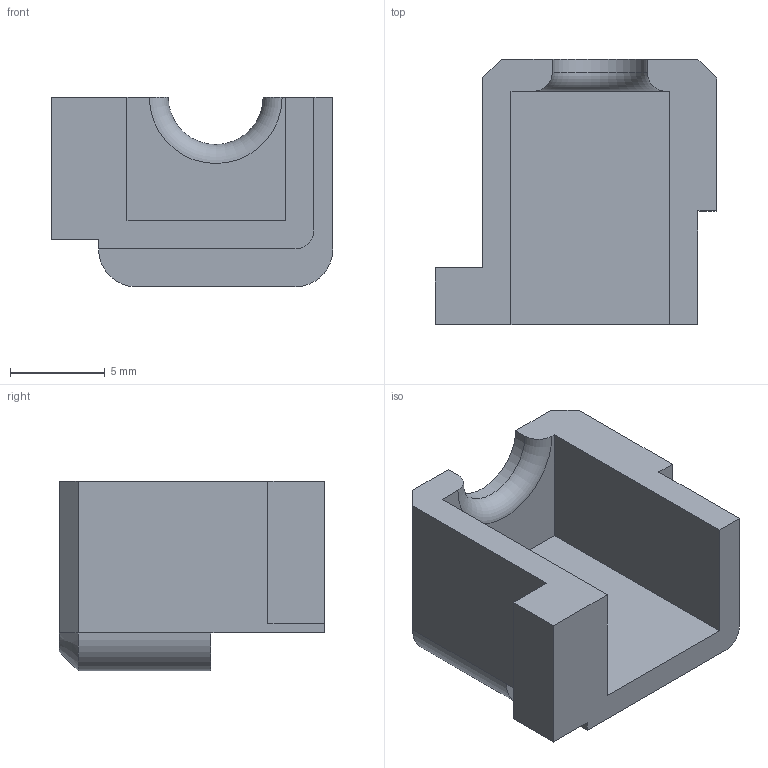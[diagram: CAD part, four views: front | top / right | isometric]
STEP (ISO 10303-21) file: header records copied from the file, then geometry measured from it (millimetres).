
FILE_DESCRIPTION(('HOOPS Exchange Step'),'2;1');
FILE_NAME('temp_export','2024-05-07T15:04:47+09:00',('mobile'),('Shapr3D Limited'),'HOOPS Exchange 2024.2','Shapr3D','Authorized');
FILE_SCHEMA( ('AUTOMOTIVE_DESIGN { 1 0 10303 214 1 1 1 1 }') );
Length unit declared in the file: millimetre
Products named in the file (1): Hikmicro-mini2_Cable-Cover_b
Bounding box: 14.85 x 14 x 10 mm (x, y, z)
Volume: 873.1 mm3; surface area: 991.5 mm2
Topology: 1 solids, 1 shells, 27 faces, 70 edges, 45 vertices
Faces by surface type: plane 20, cylinder 4, cone 2, torus 1
Entity records: 841 total; most frequent: CARTESIAN_POINT 143, ORIENTED_EDGE 140, DIRECTION 139, EDGE_CURVE 70, VECTOR 57, LINE 57, VERTEX_POINT 45, AXIS2_PLACEMENT_3D 41
